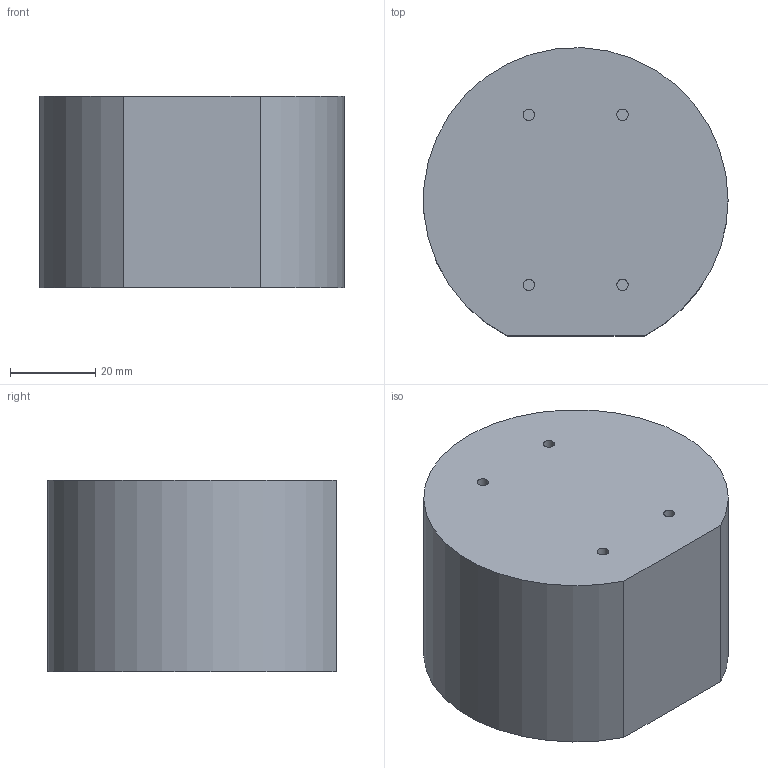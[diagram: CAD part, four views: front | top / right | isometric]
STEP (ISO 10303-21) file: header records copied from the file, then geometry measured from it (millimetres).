
FILE_DESCRIPTION(('FreeCAD Model'),'2;1');
FILE_NAME('Open CASCADE Shape Model','2025-12-22T11:25:56',(''),(''), 'Open CASCADE STEP processor 7.8','FreeCAD','Unknown');
FILE_SCHEMA(('AUTOMOTIVE_DESIGN { 1 0 10303 214 1 1 1 1 }'));
Length unit declared in the file: millimetre
Products named in the file (1): Pocket005
Bounding box: 71.52 x 67.79 x 45 mm (x, y, z)
Volume: 143555 mm3; surface area: 22328.1 mm2
Topology: 1 solids, 1 shells, 54 faces, 126 edges, 78 vertices
Faces by surface type: plane 25, cylinder 24, sphere 4, torus 1
Full cylindrical faces by diameter (mm): 2.7 x4, 6 x1
Entity records: 1537 total; most frequent: DIRECTION 281, CARTESIAN_POINT 259, ORIENTED_EDGE 244, EDGE_CURVE 122, AXIS2_PLACEMENT_3D 108, VERTEX_POINT 78, LINE 65, VECTOR 65
